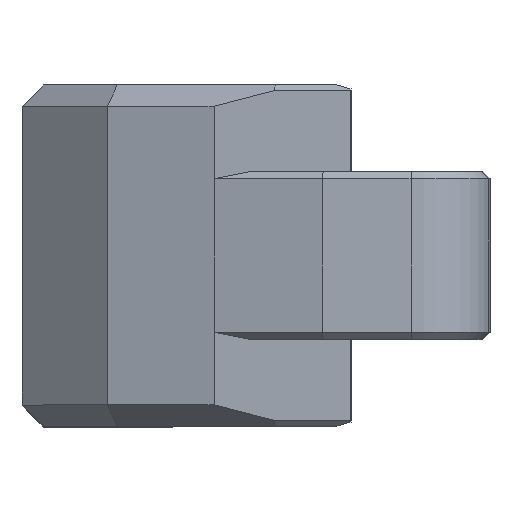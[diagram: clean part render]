
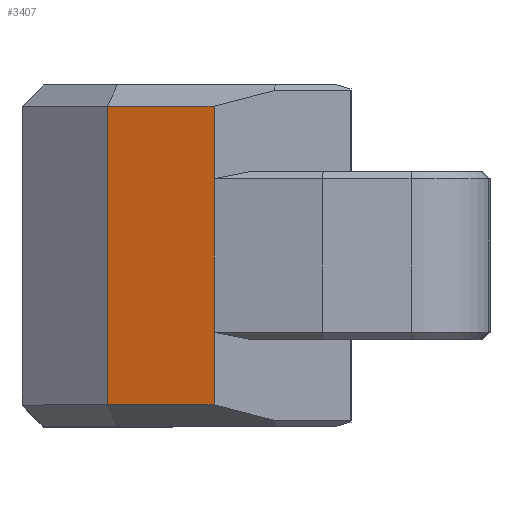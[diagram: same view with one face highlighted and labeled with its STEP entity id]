
A CAD part, top view. The second image highlights one B-rep face of the part: STEP entity #3407.
In plain terms, the highlighted planar face has unit normal (-0.259, 0, 0.966).
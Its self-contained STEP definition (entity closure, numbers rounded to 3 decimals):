
#450=FACE_OUTER_BOUND('',#674,.T.);
#674=EDGE_LOOP('',(#2987,#2988,#2989,#2990,#2991,#2992));
#752=LINE('',#4857,#1092);
#777=LINE('',#4916,#1117);
#778=LINE('',#4919,#1118);
#1025=LINE('',#8671,#1365);
#1028=LINE('',#8676,#1368);
#1033=LINE('',#8686,#1373);
#1092=VECTOR('',#3877,10.);
#1117=VECTOR('',#3934,10.);
#1118=VECTOR('',#3937,10.);
#1365=VECTOR('',#4660,10.);
#1368=VECTOR('',#4665,10.);
#1373=VECTOR('',#4676,10.);
#1397=VERTEX_POINT('',#4762);
#1428=VERTEX_POINT('',#4856);
#1446=VERTEX_POINT('',#4914);
#1447=VERTEX_POINT('',#4918);
#1648=VERTEX_POINT('',#8670);
#1649=VERTEX_POINT('',#8674);
#1720=EDGE_CURVE('',#1428,#1397,#752,.T.);
#1750=EDGE_CURVE('',#1397,#1446,#777,.T.);
#1751=EDGE_CURVE('',#1447,#1428,#778,.T.);
#2101=EDGE_CURVE('',#1447,#1648,#1025,.T.);
#2104=EDGE_CURVE('',#1649,#1446,#1028,.T.);
#2109=EDGE_CURVE('',#1648,#1649,#1033,.T.);
#2987=ORIENTED_EDGE('',*,*,#2104,.F.);
#2988=ORIENTED_EDGE('',*,*,#2109,.F.);
#2989=ORIENTED_EDGE('',*,*,#2101,.F.);
#2990=ORIENTED_EDGE('',*,*,#1751,.T.);
#2991=ORIENTED_EDGE('',*,*,#1720,.T.);
#2992=ORIENTED_EDGE('',*,*,#1750,.T.);
#3197=PLANE('',#3747);
#3407=ADVANCED_FACE('',(#450),#3197,.T.);
#3747=AXIS2_PLACEMENT_3D('',#8685,#4674,#4675);
#3877=DIRECTION('',(0.,1.,0.));
#3934=DIRECTION('',(0.,1.,0.));
#3937=DIRECTION('',(0.,1.,0.));
#4660=DIRECTION('',(-0.966,0.,-0.259));
#4665=DIRECTION('',(0.966,0.,0.259));
#4674=DIRECTION('center_axis',(-0.259,0.,0.966));
#4675=DIRECTION('ref_axis',(0.966,0.,0.259));
#4676=DIRECTION('',(0.,1.,0.));
#4762=CARTESIAN_POINT('',(-34.425,0.,74.7));
#4856=CARTESIAN_POINT('',(-34.425,-10.8,74.7));
#4857=CARTESIAN_POINT('',(-34.425,-5.4,74.7));
#4914=CARTESIAN_POINT('',(-34.425,5.1,74.7));
#4916=CARTESIAN_POINT('',(-34.425,-5.4,74.7));
#4918=CARTESIAN_POINT('',(-34.425,-15.9,74.7));
#4919=CARTESIAN_POINT('',(-34.425,-5.4,74.7));
#8670=CARTESIAN_POINT('',(-41.925,-15.9,72.69));
#8671=CARTESIAN_POINT('',(-39.368,-15.9,73.376));
#8674=CARTESIAN_POINT('',(-41.925,5.1,72.69));
#8676=CARTESIAN_POINT('',(-39.368,5.1,73.376));
#8685=CARTESIAN_POINT('Origin',(-41.925,-5.4,72.69));
#8686=CARTESIAN_POINT('',(-41.925,-5.4,72.69));
